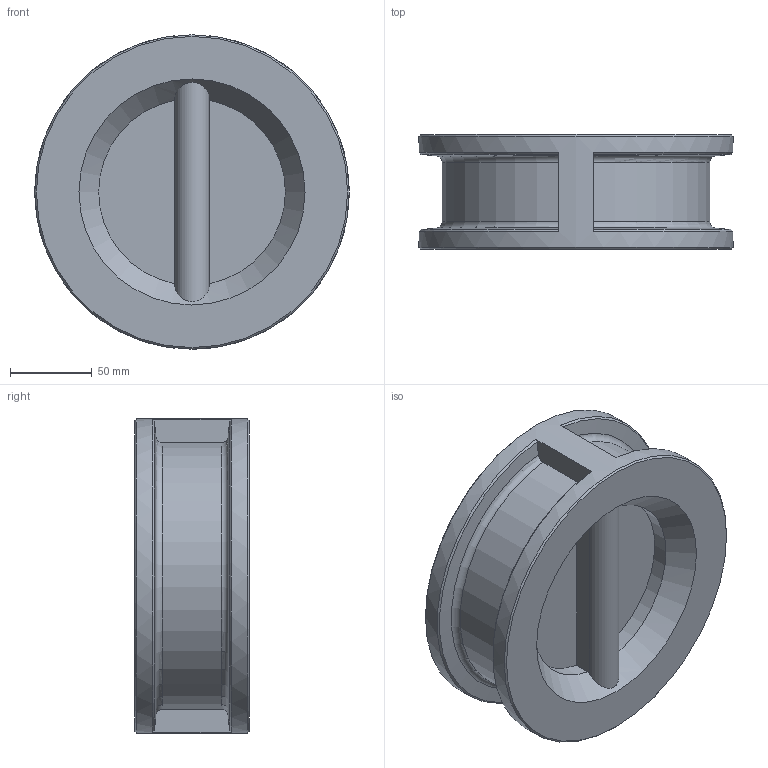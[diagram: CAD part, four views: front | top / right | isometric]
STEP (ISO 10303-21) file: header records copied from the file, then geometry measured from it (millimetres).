
FILE_DESCRIPTION (( 'STEP AP214' ), '1' );
FILE_NAME ('916-125 PN10-16_Dummy.STEP', '2023-12-19T13:36:52', ( '' ), ( '' ), 'SwSTEP 2.0', 'SolidWorks 2022', '' );
FILE_SCHEMA (( 'AUTOMOTIVE_DESIGN' ));
Length unit declared in the file: millimetre
Products named in the file (1): 916-125 PN10-16_Dummy
Bounding box: 192 x 70 x 192 mm (x, y, z)
Volume: 884300.6 mm3; surface area: 151431.5 mm2
Topology: 3 solids, 3 shells, 54 faces, 127 edges, 85 vertices
Faces by surface type: cylinder 19, plane 17, cone 12, torus 6
Full cylindrical faces by diameter (mm): 6 x1, 8 x1, 141 x1, 192 x1
Entity records: 2084 total; most frequent: CARTESIAN_POINT 909, ORIENTED_EDGE 228, DIRECTION 216, EDGE_CURVE 114, AXIS2_PLACEMENT_3D 93, VERTEX_POINT 80, EDGE_LOOP 68, FACE_OUTER_BOUND 58
